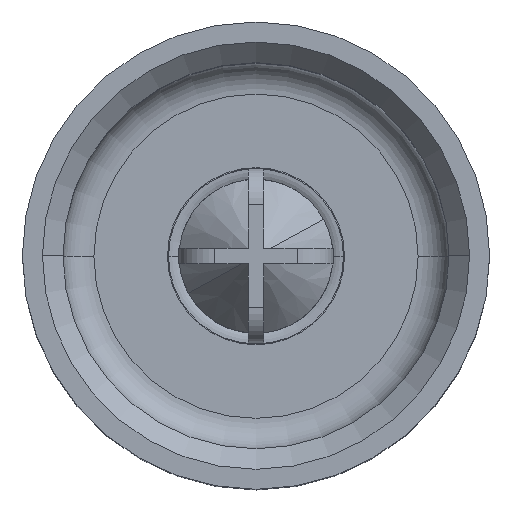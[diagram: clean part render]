
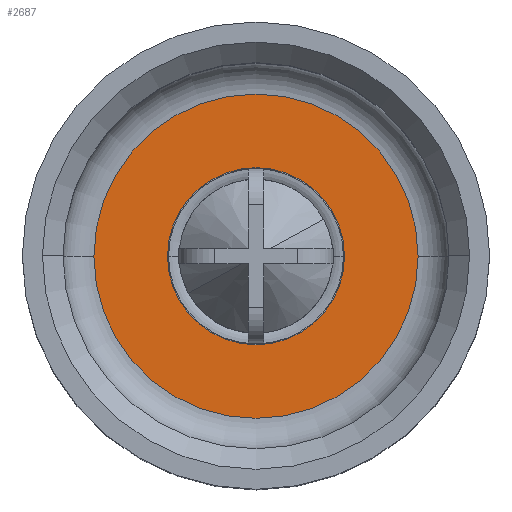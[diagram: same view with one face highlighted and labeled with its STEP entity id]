
A CAD part, top view. The second image highlights one B-rep face of the part: STEP entity #2687.
In plain terms, the highlighted planar face has unit normal (0, 0, 1).
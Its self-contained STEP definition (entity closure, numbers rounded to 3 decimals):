
#2493=AXIS2_PLACEMENT_3D('Circle Axis2P3D',#2491,#2492,$) ;
#2505=AXIS2_PLACEMENT_3D('Circle Axis2P3D',#2503,#2504,$) ;
#2545=AXIS2_PLACEMENT_3D('Circle Axis2P3D',#2543,#2544,$) ;
#2562=AXIS2_PLACEMENT_3D('Circle Axis2P3D',#2560,#2561,$) ;
#2677=AXIS2_PLACEMENT_3D('Plane Axis2P3D',#2674,#2675,#2676) ;
#2481=CARTESIAN_POINT('Vertex',(1.765,5.766,18.466)) ;
#2488=CARTESIAN_POINT('Vertex',(9.766,5.766,18.466)) ;
#2491=CARTESIAN_POINT('Axis2P3D Location',(5.766,5.766,18.466)) ;
#2503=CARTESIAN_POINT('Axis2P3D Location',(5.766,5.766,18.466)) ;
#2524=CARTESIAN_POINT('Vertex',(5.766,3.581,18.466)) ;
#2540=CARTESIAN_POINT('Vertex',(5.766,7.95,18.466)) ;
#2543=CARTESIAN_POINT('Axis2P3D Location',(5.766,5.766,18.466)) ;
#2560=CARTESIAN_POINT('Axis2P3D Location',(5.766,5.766,18.466)) ;
#2674=CARTESIAN_POINT('Axis2P3D Location',(9.449,5.766,18.466)) ;
#2492=DIRECTION('Axis2P3D Direction',(0.,0.,-1.)) ;
#2504=DIRECTION('Axis2P3D Direction',(0.,0.,-1.)) ;
#2544=DIRECTION('Axis2P3D Direction',(0.,0.,1.)) ;
#2561=DIRECTION('Axis2P3D Direction',(0.,0.,1.)) ;
#2675=DIRECTION('Axis2P3D Direction',(0.,0.,-1.)) ;
#2676=DIRECTION('Axis2P3D XDirection',(1.,0.,0.)) ;
#2680=ORIENTED_EDGE('',*,*,#2507,.F.) ;
#2681=ORIENTED_EDGE('',*,*,#2495,.F.) ;
#2684=ORIENTED_EDGE('',*,*,#2547,.F.) ;
#2685=ORIENTED_EDGE('',*,*,#2564,.F.) ;
#2686=FACE_BOUND('',#2683,.T.) ;
#2687=ADVANCED_FACE('Hauptkoerper',(#2682,#2686),#2678,.F.) ;
#2494=CIRCLE('generated circle',#2493,4.) ;
#2506=CIRCLE('generated circle',#2505,4.) ;
#2546=CIRCLE('generated circle',#2545,2.184) ;
#2563=CIRCLE('generated circle',#2562,2.184) ;
#2495=EDGE_CURVE('',#2489,#2482,#2494,.T.) ;
#2507=EDGE_CURVE('',#2482,#2489,#2506,.T.) ;
#2547=EDGE_CURVE('',#2541,#2525,#2546,.T.) ;
#2564=EDGE_CURVE('',#2525,#2541,#2563,.T.) ;
#2679=EDGE_LOOP('',(#2680,#2681)) ;
#2683=EDGE_LOOP('',(#2684,#2685)) ;
#2682=FACE_OUTER_BOUND('',#2679,.T.) ;
#2678=PLANE('',#2677) ;
#2482=VERTEX_POINT('',#2481) ;
#2489=VERTEX_POINT('',#2488) ;
#2525=VERTEX_POINT('',#2524) ;
#2541=VERTEX_POINT('',#2540) ;
